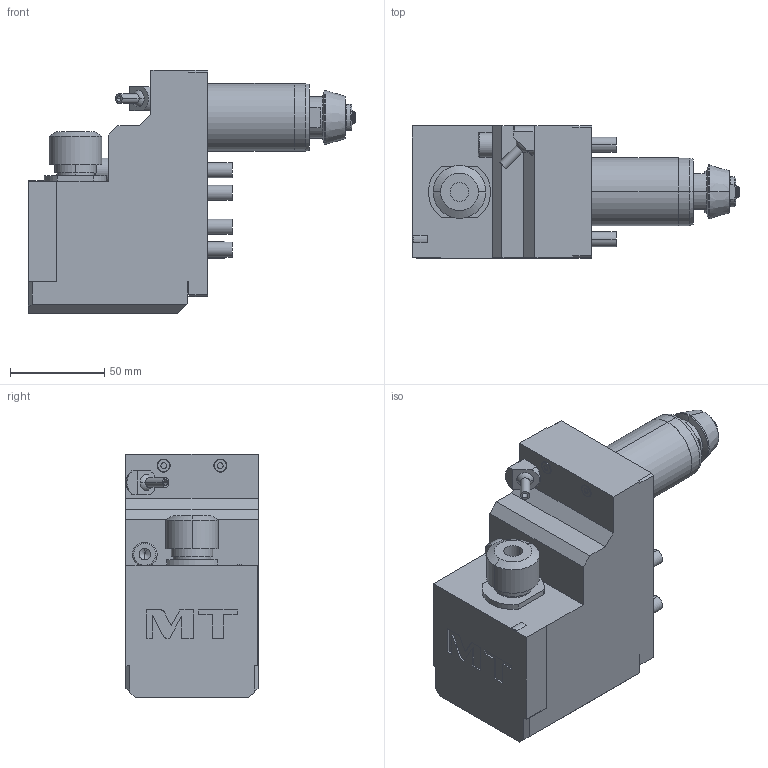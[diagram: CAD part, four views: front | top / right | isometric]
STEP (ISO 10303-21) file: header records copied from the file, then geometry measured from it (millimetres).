
FILE_DESCRIPTION((''),'2;1');
FILE_NAME('CTZ0010116_CONF','2024-12-13T14:30:53',('fpalella'),('M.T. srl'),'CREO PARAMETRIC BY PTC INC, 2023352','CREO PARAMETRIC BY PTC INC, 2023352','');
FILE_SCHEMA(('CONFIG_CONTROL_DESIGN'));
Length unit declared in the file: millimetre
Products named in the file (1): CTZ0010116_CONF
Bounding box: 173.5 x 70 x 129 mm (x, y, z)
Volume: 708053.6 mm3; surface area: 62677.1 mm2
Topology: 1 solids, 1 shells, 188 faces, 451 edges, 292 vertices
Faces by surface type: plane 97, cylinder 54, cone 27, torus 6, sphere 2, extrusion 2
Entity records: 5772 total; most frequent: CARTESIAN_POINT 1279, DIRECTION 940, ORIENTED_EDGE 898, EDGE_CURVE 449, AXIS2_PLACEMENT_3D 333, VERTEX_POINT 292, VECTOR 274, LINE 272
